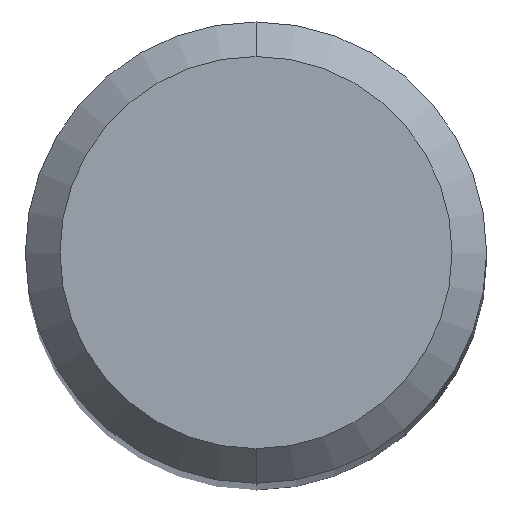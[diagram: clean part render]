
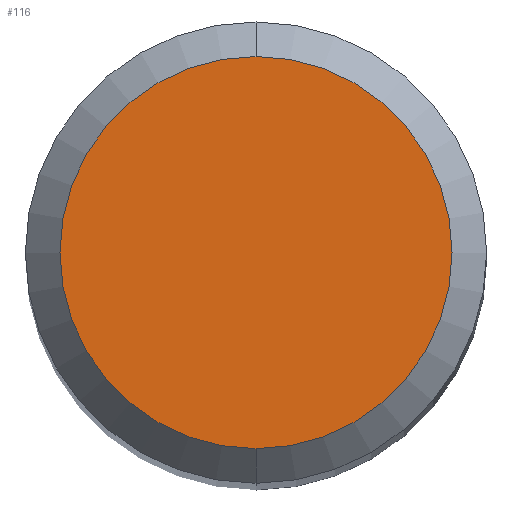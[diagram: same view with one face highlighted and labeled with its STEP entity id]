
A CAD part, top view. The second image highlights one B-rep face of the part: STEP entity #116.
In plain terms, the highlighted planar face has unit normal (0, 0, 1).
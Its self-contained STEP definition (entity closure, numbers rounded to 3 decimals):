
#98=EDGE_CURVE('',#166,#194,#235,.T.);
#108=EDGE_CURVE('',#194,#166,#248,.T.);
#116=ADVANCED_FACE('',(#259),#260,.T.);
#166=VERTEX_POINT('',#314);
#194=VERTEX_POINT('',#347);
#235=CIRCLE('',#385,1.7);
#248=CIRCLE('',#400,1.7);
#259=FACE_OUTER_BOUND('',#411,.T.);
#260=PLANE('',#412);
#314=CARTESIAN_POINT('',(0.0,1.7,0.0));
#347=CARTESIAN_POINT('',(0.,-1.7,0.0));
#385=AXIS2_PLACEMENT_3D('',#549,#550,#551);
#400=AXIS2_PLACEMENT_3D('',#579,#580,#581);
#411=EDGE_LOOP('',(#605,#606));
#412=AXIS2_PLACEMENT_3D('',#607,#608,#609);
#549=CARTESIAN_POINT('',(0.0,0.0,0.0));
#550=DIRECTION('',(0.0,0.0,-1.0));
#551=DIRECTION('',(0.0,1.0,0.0));
#579=CARTESIAN_POINT('',(0.0,0.0,0.0));
#580=DIRECTION('',(0.0,0.0,-1.0));
#581=DIRECTION('',(0.0,1.0,0.0));
#605=ORIENTED_EDGE('',*,*,#98,.F.);
#606=ORIENTED_EDGE('',*,*,#108,.F.);
#607=CARTESIAN_POINT('',(0.0,0.85,0.0));
#608=DIRECTION('',(-0.0,0.0,1.0));
#609=DIRECTION('',(0.0,-1.0,0.0));
